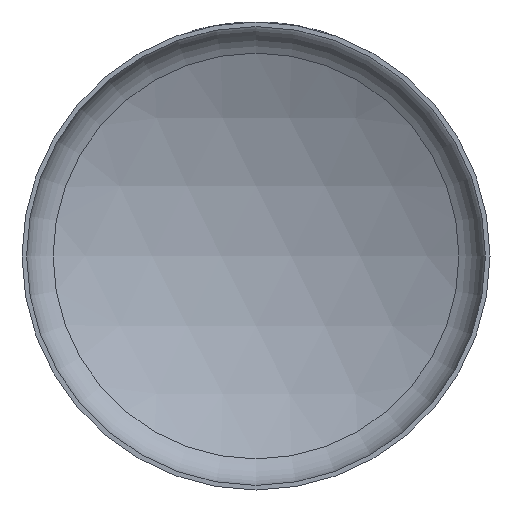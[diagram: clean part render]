
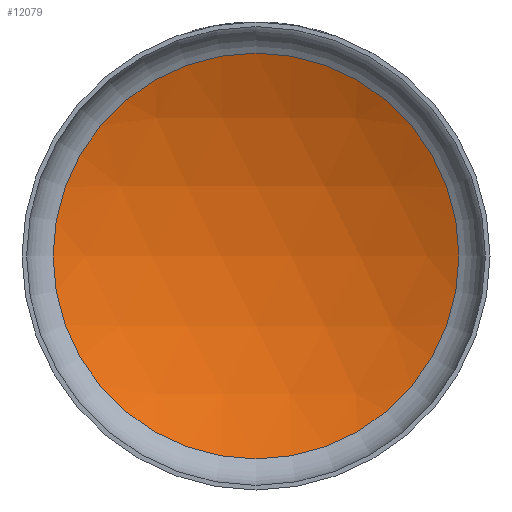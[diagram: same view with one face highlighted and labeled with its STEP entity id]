
A CAD part, front view. The second image highlights one B-rep face of the part: STEP entity #12079.
In plain terms, the highlighted spherical face has radius 406.4 mm.
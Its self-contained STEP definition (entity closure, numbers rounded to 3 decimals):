
#1936 = ORIENTED_EDGE ( 'NONE', *, *, #3031, .T. ) ;
#2541 = FACE_OUTER_BOUND ( 'NONE', #22226, .T. ) ;
#3031 = EDGE_CURVE ( 'NONE', #16841, #16841, #17353, .T. ) ;
#4364 = DIRECTION ( 'NONE',  ( 0., 0., 1. ) ) ;
#5019 = AXIS2_PLACEMENT_3D ( 'NONE', #15990, #4364, #12276 ) ;
#6811 = AXIS2_PLACEMENT_3D ( 'NONE', #22101, #16074, #20251 ) ;
#8960 = CARTESIAN_POINT ( 'NONE',  ( 0., 50.623, -176.178 ) ) ;
#12079 = ADVANCED_FACE ( 'NONE', ( #2541 ), #12728, .F. ) ;
#12276 = DIRECTION ( 'NONE',  ( 1., 0., 0. ) ) ;
#12728 = SPHERICAL_SURFACE ( 'NONE', #5019, 406.4 ) ;
#15990 = CARTESIAN_POINT ( 'NONE',  ( 0., -315.604, 0. ) ) ;
#16074 = DIRECTION ( 'NONE',  ( 0., -1., 0. ) ) ;
#16841 = VERTEX_POINT ( 'NONE', #8960 ) ;
#17353 = CIRCLE ( 'NONE', #6811, 176.178 ) ;
#20251 = DIRECTION ( 'NONE',  ( 0., 0., -1. ) ) ;
#22101 = CARTESIAN_POINT ( 'NONE',  ( 0., 50.623, 0. ) ) ;
#22226 = EDGE_LOOP ( 'NONE', ( #1936 ) ) ;
